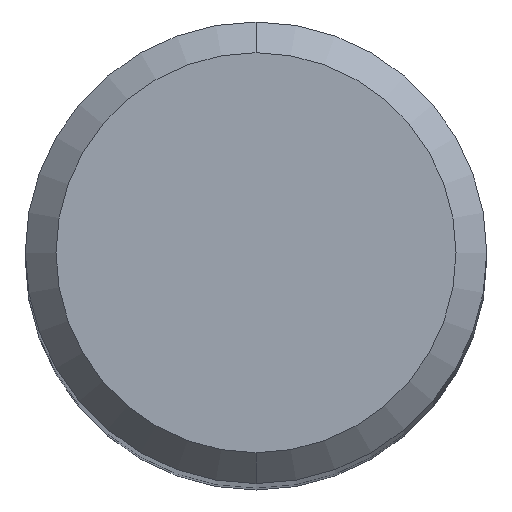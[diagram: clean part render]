
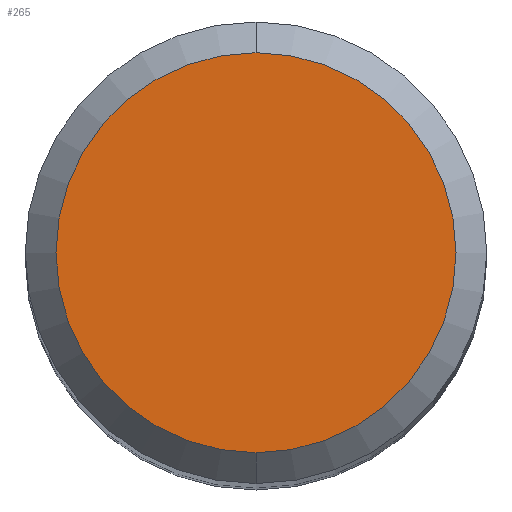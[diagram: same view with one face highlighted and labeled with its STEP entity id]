
A CAD part, top view. The second image highlights one B-rep face of the part: STEP entity #265.
In plain terms, the highlighted planar face has unit normal (0, 0, 1).
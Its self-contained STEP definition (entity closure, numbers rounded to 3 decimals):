
#241=VERTEX_POINT('',#537);
#253=VERTEX_POINT('',#551);
#265=ADVANCED_FACE('',(#563),#564,.T.);
#283=EDGE_CURVE('',#241,#253,#584,.T.);
#351=EDGE_CURVE('',#253,#241,#659,.T.);
#537=CARTESIAN_POINT('',(0.0,2.6,0.0));
#551=CARTESIAN_POINT('',(0.,-2.6,0.0));
#563=FACE_OUTER_BOUND('',#998,.T.);
#564=PLANE('',#999);
#584=CIRCLE('',#1037,2.6);
#659=CIRCLE('',#1163,2.6);
#998=EDGE_LOOP('',(#1475,#1476));
#999=AXIS2_PLACEMENT_3D('',#1477,#1478,#1479);
#1037=AXIS2_PLACEMENT_3D('',#1501,#1502,#1503);
#1163=AXIS2_PLACEMENT_3D('',#1583,#1584,#1585);
#1475=ORIENTED_EDGE('',*,*,#283,.F.);
#1476=ORIENTED_EDGE('',*,*,#351,.F.);
#1477=CARTESIAN_POINT('',(0.0,1.3,0.0));
#1478=DIRECTION('',(-0.0,0.0,1.0));
#1479=DIRECTION('',(0.0,-1.0,0.0));
#1501=CARTESIAN_POINT('',(0.0,0.0,0.0));
#1502=DIRECTION('',(0.0,0.0,-1.0));
#1503=DIRECTION('',(0.0,1.0,0.0));
#1583=CARTESIAN_POINT('',(0.0,0.0,0.0));
#1584=DIRECTION('',(0.0,0.0,-1.0));
#1585=DIRECTION('',(0.0,1.0,0.0));
